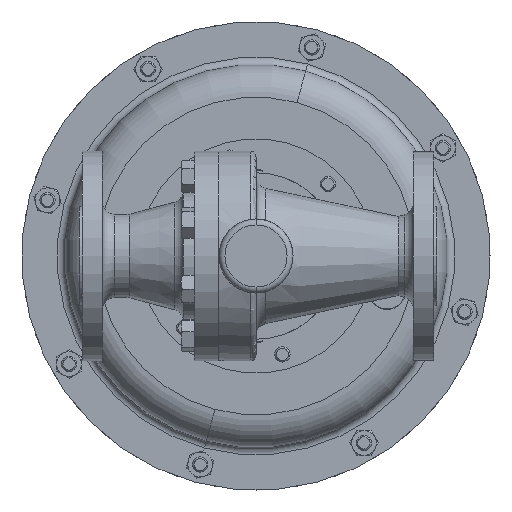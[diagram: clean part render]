
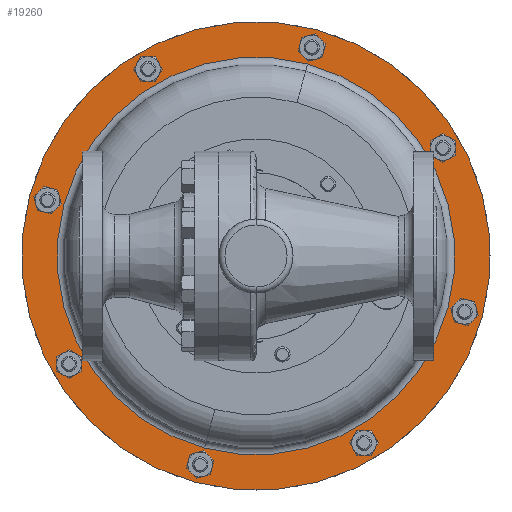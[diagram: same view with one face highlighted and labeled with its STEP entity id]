
A CAD part, front view. The second image highlights one B-rep face of the part: STEP entity #19260.
In plain terms, the highlighted planar face has unit normal (0, -1, 0).
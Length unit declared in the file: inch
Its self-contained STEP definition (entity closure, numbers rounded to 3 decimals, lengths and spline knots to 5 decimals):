
#1236 = FACE_OUTER_BOUND ( 'NONE', #18938, .T. ) ;
#2087 = CARTESIAN_POINT ( 'NONE',  ( 0., 7.7525, 0. ) ) ;
#2555 = DIRECTION ( 'NONE',  ( -0.259, 0., -0.966 ) ) ;
#2656 = CARTESIAN_POINT ( 'NONE',  ( 0., 7.7525, 0. ) ) ;
#4133 = DIRECTION ( 'NONE',  ( 0.259, 0., 0.966 ) ) ;
#4168 = CARTESIAN_POINT ( 'NONE',  ( 0., 7.7525, 0. ) ) ;
#4698 = CIRCLE ( 'NONE', #24761, 4.029 ) ;
#4740 = DIRECTION ( 'NONE',  ( 0.259, 0., 0.966 ) ) ;
#5206 = CARTESIAN_POINT ( 'NONE',  ( 0., 7.7525, 0. ) ) ;
#6285 = DIRECTION ( 'NONE',  ( 0.259, 0., 0.966 ) ) ;
#6343 = CIRCLE ( 'NONE', #15415, 4.75 ) ;
#7304 = AXIS2_PLACEMENT_3D ( 'NONE', #13060, #15173, #2555 ) ;
#7724 = CARTESIAN_POINT ( 'NONE',  ( -1.04278, 7.7525, -3.89172 ) ) ;
#8146 = EDGE_CURVE ( 'NONE', #22047, #18567, #6343, .T. ) ;
#8325 = CARTESIAN_POINT ( 'NONE',  ( -1.22939, 7.7525, -4.58815 ) ) ;
#10749 = CARTESIAN_POINT ( 'NONE',  ( 1.22939, 7.7525, 4.58815 ) ) ;
#10870 = VERTEX_POINT ( 'NONE', #7724 ) ;
#10915 = PLANE ( 'NONE',  #7304 ) ;
#12693 = AXIS2_PLACEMENT_3D ( 'NONE', #4168, #18902, #6285 ) ;
#13031 = CARTESIAN_POINT ( 'NONE',  ( 1.04278, 7.7525, 3.89172 ) ) ;
#13060 = CARTESIAN_POINT ( 'NONE',  ( 4.58815, 7.7525, -1.22939 ) ) ;
#13134 = VERTEX_POINT ( 'NONE', #13031 ) ;
#14088 = DIRECTION ( 'NONE',  ( 0.259, 0., 0.966 ) ) ;
#14204 = EDGE_CURVE ( 'NONE', #13134, #10870, #23184, .T. ) ;
#15173 = DIRECTION ( 'NONE',  ( 0., -1., 0. ) ) ;
#15234 = ORIENTED_EDGE ( 'NONE', *, *, #15523, .F. ) ;
#15415 = AXIS2_PLACEMENT_3D ( 'NONE', #5206, #16269, #14088 ) ;
#15523 = EDGE_CURVE ( 'NONE', #18567, #22047, #16978, .T. ) ;
#16269 = DIRECTION ( 'NONE',  ( 0., 1., 0. ) ) ;
#16763 = DIRECTION ( 'NONE',  ( 0., 1., 0. ) ) ;
#16845 = ORIENTED_EDGE ( 'NONE', *, *, #20325, .T. ) ;
#16978 = CIRCLE ( 'NONE', #25883, 4.75 ) ;
#17215 = ORIENTED_EDGE ( 'NONE', *, *, #14204, .T. ) ;
#17381 = DIRECTION ( 'NONE',  ( 0., 1., 0. ) ) ;
#17816 = EDGE_LOOP ( 'NONE', ( #17215, #16845 ) ) ;
#18567 = VERTEX_POINT ( 'NONE', #10749 ) ;
#18902 = DIRECTION ( 'NONE',  ( 0., 1., 0. ) ) ;
#18938 = EDGE_LOOP ( 'NONE', ( #15234, #23273 ) ) ;
#19260 = ADVANCED_FACE ( 'NONE', ( #22162, #1236 ), #10915, .T. ) ;
#20325 = EDGE_CURVE ( 'NONE', #10870, #13134, #4698, .T. ) ;
#22047 = VERTEX_POINT ( 'NONE', #8325 ) ;
#22162 = FACE_BOUND ( 'NONE', #17816, .T. ) ;
#23184 = CIRCLE ( 'NONE', #12693, 4.029 ) ;
#23273 = ORIENTED_EDGE ( 'NONE', *, *, #8146, .F. ) ;
#24761 = AXIS2_PLACEMENT_3D ( 'NONE', #2656, #17381, #4740 ) ;
#25883 = AXIS2_PLACEMENT_3D ( 'NONE', #2087, #16763, #4133 ) ;
